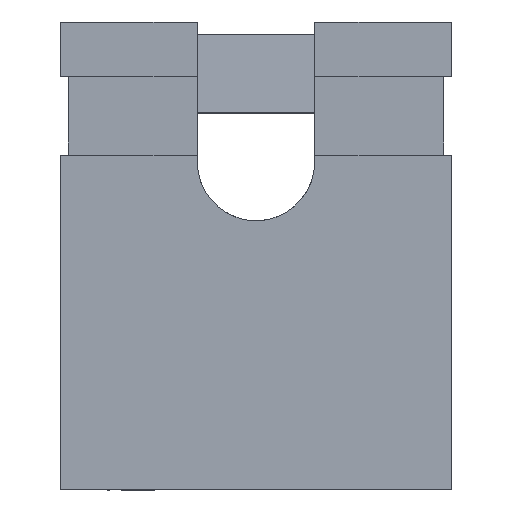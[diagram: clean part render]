
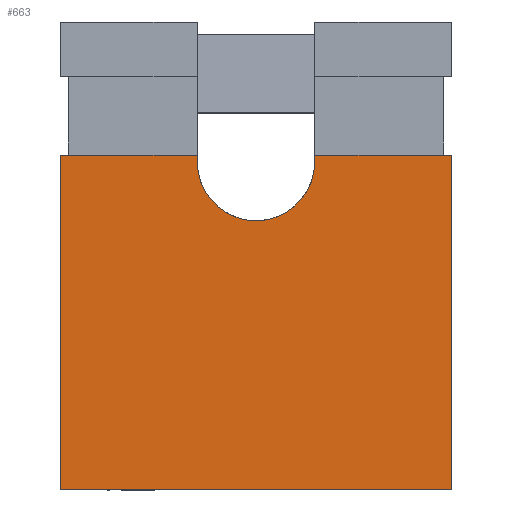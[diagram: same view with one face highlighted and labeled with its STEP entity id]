
A CAD part, front view. The second image highlights one B-rep face of the part: STEP entity #663.
In plain terms, the highlighted planar face has unit normal (0, -1, 0).
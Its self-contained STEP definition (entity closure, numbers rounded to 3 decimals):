
#663 = ADVANCED_FACE( '', ( #1351 ), #1352, .F. );
#1351 = FACE_OUTER_BOUND( '', #2103, .T. );
#1352 = PLANE( '', #2104 );
#2103 = EDGE_LOOP( '', ( #3828, #3829, #3830, #3831, #3832, #3833, #3834, #3835 ) );
#2104 = AXIS2_PLACEMENT_3D( '', #3836, #3837, #3838 );
#3828 = ORIENTED_EDGE( '', *, *, #5522, .F. );
#3829 = ORIENTED_EDGE( '', *, *, #5367, .F. );
#3830 = ORIENTED_EDGE( '', *, *, #5376, .F. );
#3831 = ORIENTED_EDGE( '', *, *, #5523, .F. );
#3832 = ORIENTED_EDGE( '', *, *, #5524, .F. );
#3833 = ORIENTED_EDGE( '', *, *, #4972, .F. );
#3834 = ORIENTED_EDGE( '', *, *, #5417, .F. );
#3835 = ORIENTED_EDGE( '', *, *, #5525, .F. );
#3836 = CARTESIAN_POINT( '', ( 0., -10.16, 0. ) );
#3837 = DIRECTION( '', ( 0., 1., 0. ) );
#3838 = DIRECTION( '', ( 0., 0., 1. ) );
#4972 = EDGE_CURVE( '', #6069, #6071, #6072, .T. );
#5367 = EDGE_CURVE( '', #6687, #6689, #6690, .T. );
#5376 = EDGE_CURVE( '', #6698, #6687, #6700, .T. );
#5417 = EDGE_CURVE( '', #6757, #6069, #6759, .T. );
#5522 = EDGE_CURVE( '', #6689, #6893, #6894, .T. );
#5523 = EDGE_CURVE( '', #6895, #6698, #6896, .T. );
#5524 = EDGE_CURVE( '', #6071, #6895, #6897, .T. );
#5525 = EDGE_CURVE( '', #6893, #6757, #6898, .T. );
#6069 = VERTEX_POINT( '', #7626 );
#6071 = VERTEX_POINT( '', #7629 );
#6072 = LINE( '', #7630, #7631 );
#6687 = VERTEX_POINT( '', #8558 );
#6689 = VERTEX_POINT( '', #8561 );
#6690 = LINE( '', #8562, #8563 );
#6698 = VERTEX_POINT( '', #8575 );
#6700 = LINE( '', #8578, #8579 );
#6757 = VERTEX_POINT( '', #8664 );
#6759 = LINE( '', #8667, #8668 );
#6893 = VERTEX_POINT( '', #8871 );
#6894 = CIRCLE( '', #8872, 0.75 );
#6895 = VERTEX_POINT( '', #8873 );
#6896 = LINE( '', #8874, #8875 );
#6897 = LINE( '', #8876, #8877 );
#6898 = LINE( '', #8878, #8879 );
#7626 = CARTESIAN_POINT( '', ( 2.5, -10.16, 1.29 ) );
#7629 = CARTESIAN_POINT( '', ( 2.5, -10.16, -2.99 ) );
#7630 = CARTESIAN_POINT( '', ( 2.5, -10.16, 2.99 ) );
#7631 = VECTOR( '', #9407, 1000. );
#8558 = CARTESIAN_POINT( '', ( -0.75, -10.16, 1.29 ) );
#8561 = CARTESIAN_POINT( '', ( -0.75, -10.16, 1.2 ) );
#8562 = CARTESIAN_POINT( '', ( -0.75, -10.16, 2.99 ) );
#8563 = VECTOR( '', #9807, 1000. );
#8575 = CARTESIAN_POINT( '', ( -2.5, -10.16, 1.29 ) );
#8578 = CARTESIAN_POINT( '', ( -2.5, -10.16, 1.29 ) );
#8579 = VECTOR( '', #9813, 1000. );
#8664 = CARTESIAN_POINT( '', ( 0.75, -10.16, 1.29 ) );
#8667 = CARTESIAN_POINT( '', ( -2.5, -10.16, 1.29 ) );
#8668 = VECTOR( '', #9846, 1000. );
#8871 = CARTESIAN_POINT( '', ( 0.75, -10.16, 1.2 ) );
#8872 = AXIS2_PLACEMENT_3D( '', #9937, #9938, #9939 );
#8873 = CARTESIAN_POINT( '', ( -2.5, -10.16, -2.99 ) );
#8874 = CARTESIAN_POINT( '', ( -2.5, -10.16, -2.99 ) );
#8875 = VECTOR( '', #9940, 1000. );
#8876 = CARTESIAN_POINT( '', ( 2.5, -10.16, -2.99 ) );
#8877 = VECTOR( '', #9941, 1000. );
#8878 = CARTESIAN_POINT( '', ( 0.75, -10.16, 1.2 ) );
#8879 = VECTOR( '', #9942, 1000. );
#9407 = DIRECTION( '', ( 0., 0., -1. ) );
#9807 = DIRECTION( '', ( 0., 0., -1. ) );
#9813 = DIRECTION( '', ( 1., 0., 0. ) );
#9846 = DIRECTION( '', ( 1., 0., 0. ) );
#9937 = CARTESIAN_POINT( '', ( 0., -10.16, 1.2 ) );
#9938 = DIRECTION( '', ( 0., -1., 0. ) );
#9939 = DIRECTION( '', ( -1., 0., 0. ) );
#9940 = DIRECTION( '', ( 0., 0., 1. ) );
#9941 = DIRECTION( '', ( -1., 0., 0. ) );
#9942 = DIRECTION( '', ( 0., 0., 1. ) );
